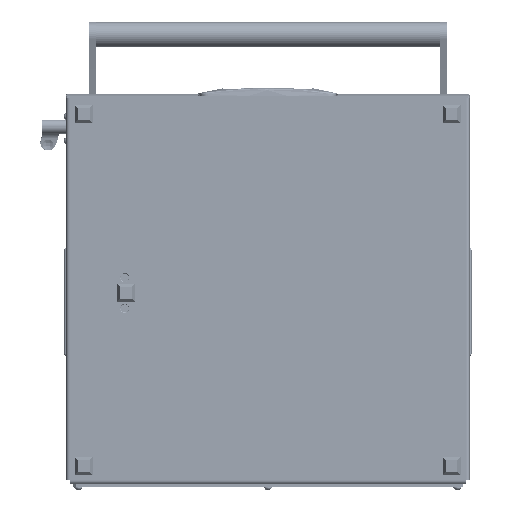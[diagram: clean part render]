
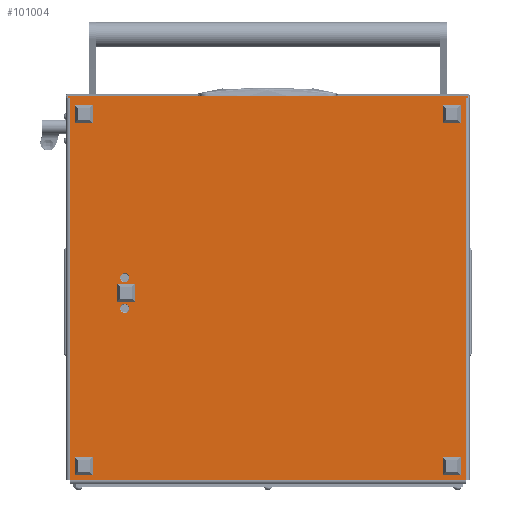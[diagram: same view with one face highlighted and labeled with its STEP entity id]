
A CAD part, front view. The second image highlights one B-rep face of the part: STEP entity #101004.
In plain terms, the highlighted face is planar.
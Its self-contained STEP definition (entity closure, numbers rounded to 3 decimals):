
#228 = CIRCLE ( 'NONE', #89701, 5.2 ) ;
#4278 = VERTEX_POINT ( 'NONE', #18041 ) ;
#5444 = CARTESIAN_POINT ( 'NONE',  ( 240., 389., 0. ) ) ;
#5817 = CARTESIAN_POINT ( 'NONE',  ( 0., 0., 0. ) ) ;
#8613 = VERTEX_POINT ( 'NONE', #22375 ) ;
#9675 = CARTESIAN_POINT ( 'NONE',  ( -2., -4., 0. ) ) ;
#10398 = DIRECTION ( 'NONE',  ( 0., -1., 0. ) ) ;
#10562 = CARTESIAN_POINT ( 'NONE',  ( 245.2, 389., 0. ) ) ;
#11036 = EDGE_CURVE ( 'NONE', #76068, #8613, #69302, .T. ) ;
#11273 = DIRECTION ( 'NONE',  ( 0., 1., 0. ) ) ;
#12875 = EDGE_LOOP ( 'NONE', ( #85178, #34696 ) ) ;
#12903 = EDGE_CURVE ( 'NONE', #4278, #8613, #66331, .T. ) ;
#14190 = EDGE_CURVE ( 'NONE', #16924, #69586, #113640, .T. ) ;
#15759 = EDGE_CURVE ( 'NONE', #73417, #24414, #228, .T. ) ;
#16924 = VERTEX_POINT ( 'NONE', #5817 ) ;
#17359 = CARTESIAN_POINT ( 'NONE',  ( 0., 452., 0. ) ) ;
#17550 = DIRECTION ( 'NONE',  ( -1., 0., 0. ) ) ;
#18041 = CARTESIAN_POINT ( 'NONE',  ( -2., 454., 0. ) ) ;
#20800 = LINE ( 'NONE', #52085, #29625 ) ;
#21622 = CARTESIAN_POINT ( 'NONE',  ( 240., 389., 0. ) ) ;
#22375 = CARTESIAN_POINT ( 'NONE',  ( 0., 454., 0. ) ) ;
#24343 = CARTESIAN_POINT ( 'NONE',  ( 0., 0., 0. ) ) ;
#24414 = VERTEX_POINT ( 'NONE', #58394 ) ;
#24415 = DIRECTION ( 'NONE',  ( 0., 1., 0. ) ) ;
#26348 = VERTEX_POINT ( 'NONE', #84830 ) ;
#27378 = PLANE ( 'NONE',  #35303 ) ;
#29625 = VECTOR ( 'NONE', #10398, 1000. ) ;
#31438 = EDGE_CURVE ( 'NONE', #26348, #38865, #67055, .T. ) ;
#32986 = ORIENTED_EDGE ( 'NONE', *, *, #15759, .F. ) ;
#34696 = ORIENTED_EDGE ( 'NONE', *, *, #42197, .F. ) ;
#35303 = AXIS2_PLACEMENT_3D ( 'NONE', #45657, #54799, #75611 ) ;
#35473 = DIRECTION ( 'NONE',  ( -1., 0., 0. ) ) ;
#36343 = CARTESIAN_POINT ( 'NONE',  ( 0., 454., 0. ) ) ;
#36944 = VECTOR ( 'NONE', #17550, 1000. ) ;
#38865 = VERTEX_POINT ( 'NONE', #95607 ) ;
#39054 = VECTOR ( 'NONE', #64129, 1000. ) ;
#39367 = ORIENTED_EDGE ( 'NONE', *, *, #11036, .F. ) ;
#39915 = DIRECTION ( 'NONE',  ( -1., 0., 0. ) ) ;
#40246 = VECTOR ( 'NONE', #11273, 1000. ) ;
#41218 = AXIS2_PLACEMENT_3D ( 'NONE', #69488, #109260, #71399 ) ;
#42197 = EDGE_CURVE ( 'NONE', #50860, #122611, #53472, .T. ) ;
#42312 = EDGE_CURVE ( 'NONE', #26348, #16924, #113713, .T. ) ;
#45063 = ORIENTED_EDGE ( 'NONE', *, *, #115819, .T. ) ;
#45362 = CIRCLE ( 'NONE', #41218, 5.2 ) ;
#45657 = CARTESIAN_POINT ( 'NONE',  ( 0., 452., 0. ) ) ;
#49433 = DIRECTION ( 'NONE',  ( 0., 1., 0. ) ) ;
#50066 = CARTESIAN_POINT ( 'NONE',  ( 436., 0., 0. ) ) ;
#50860 = VERTEX_POINT ( 'NONE', #78819 ) ;
#51680 = ORIENTED_EDGE ( 'NONE', *, *, #88353, .T. ) ;
#52085 = CARTESIAN_POINT ( 'NONE',  ( 436., 452., 0. ) ) ;
#53472 = CIRCLE ( 'NONE', #93003, 5.2 ) ;
#54799 = DIRECTION ( 'NONE',  ( 0., 0., -1. ) ) ;
#55170 = LINE ( 'NONE', #17359, #55906 ) ;
#55906 = VECTOR ( 'NONE', #115083, 1000. ) ;
#56109 = ORIENTED_EDGE ( 'NONE', *, *, #108048, .F. ) ;
#56723 = FACE_BOUND ( 'NONE', #91119, .T. ) ;
#57689 = CARTESIAN_POINT ( 'NONE',  ( 0., 452., 0. ) ) ;
#57853 = CARTESIAN_POINT ( 'NONE',  ( 199.8, 389., 0. ) ) ;
#58394 = CARTESIAN_POINT ( 'NONE',  ( 234.8, 389., 0. ) ) ;
#59573 = CARTESIAN_POINT ( 'NONE',  ( 436., 452., 0. ) ) ;
#64106 = DIRECTION ( 'NONE',  ( -1., 0., 0. ) ) ;
#64129 = DIRECTION ( 'NONE',  ( 1., 0., 0. ) ) ;
#64198 = CARTESIAN_POINT ( 'NONE',  ( 0., -4., 0. ) ) ;
#64884 = AXIS2_PLACEMENT_3D ( 'NONE', #5444, #94720, #64106 ) ;
#66331 = LINE ( 'NONE', #36343, #72132 ) ;
#67055 = LINE ( 'NONE', #106829, #36944 ) ;
#68023 = CARTESIAN_POINT ( 'NONE',  ( 0., -4., 0. ) ) ;
#69302 = LINE ( 'NONE', #68023, #40246 ) ;
#69488 = CARTESIAN_POINT ( 'NONE',  ( 205., 389., 0. ) ) ;
#69586 = VERTEX_POINT ( 'NONE', #50066 ) ;
#71399 = DIRECTION ( 'NONE',  ( -1., 0., 0. ) ) ;
#72132 = VECTOR ( 'NONE', #93304, 1000. ) ;
#72170 = LINE ( 'NONE', #9675, #93098 ) ;
#73417 = VERTEX_POINT ( 'NONE', #10562 ) ;
#75432 = ORIENTED_EDGE ( 'NONE', *, *, #42312, .F. ) ;
#75611 = DIRECTION ( 'NONE',  ( -1., 0., 0. ) ) ;
#76068 = VERTEX_POINT ( 'NONE', #57689 ) ;
#76263 = FACE_BOUND ( 'NONE', #12875, .T. ) ;
#76330 = VECTOR ( 'NONE', #24415, 1000. ) ;
#77596 = ORIENTED_EDGE ( 'NONE', *, *, #12903, .T. ) ;
#78819 = CARTESIAN_POINT ( 'NONE',  ( 210.2, 389., 0. ) ) ;
#84830 = CARTESIAN_POINT ( 'NONE',  ( 0., -2., 0. ) ) ;
#85036 = EDGE_CURVE ( 'NONE', #122611, #50860, #45362, .T. ) ;
#85178 = ORIENTED_EDGE ( 'NONE', *, *, #85036, .F. ) ;
#88353 = EDGE_CURVE ( 'NONE', #38865, #4278, #72170, .T. ) ;
#89701 = AXIS2_PLACEMENT_3D ( 'NONE', #21622, #90100, #39915 ) ;
#90100 = DIRECTION ( 'NONE',  ( 0., 0., -1. ) ) ;
#91119 = EDGE_LOOP ( 'NONE', ( #56109, #32986 ) ) ;
#91682 = ORIENTED_EDGE ( 'NONE', *, *, #31438, .T. ) ;
#91761 = ORIENTED_EDGE ( 'NONE', *, *, #14190, .F. ) ;
#93003 = AXIS2_PLACEMENT_3D ( 'NONE', #93539, #124126, #35473 ) ;
#93098 = VECTOR ( 'NONE', #49433, 1000. ) ;
#93304 = DIRECTION ( 'NONE',  ( 1., 0., 0. ) ) ;
#93539 = CARTESIAN_POINT ( 'NONE',  ( 205., 389., 0. ) ) ;
#94264 = VERTEX_POINT ( 'NONE', #59573 ) ;
#94720 = DIRECTION ( 'NONE',  ( 0., 0., -1. ) ) ;
#95607 = CARTESIAN_POINT ( 'NONE',  ( -2., -2., 0. ) ) ;
#95830 = ORIENTED_EDGE ( 'NONE', *, *, #102393, .F. ) ;
#101004 = ADVANCED_FACE ( 'NONE', ( #76263, #56723, #106257 ), #27378, .T. ) ;
#102393 = EDGE_CURVE ( 'NONE', #94264, #76068, #55170, .T. ) ;
#102430 = EDGE_LOOP ( 'NONE', ( #75432, #91682, #51680, #77596, #39367, #95830, #45063, #91761 ) ) ;
#104543 = CIRCLE ( 'NONE', #64884, 5.2 ) ;
#106257 = FACE_OUTER_BOUND ( 'NONE', #102430, .T. ) ;
#106829 = CARTESIAN_POINT ( 'NONE',  ( 0., -2., 0. ) ) ;
#108048 = EDGE_CURVE ( 'NONE', #24414, #73417, #104543, .T. ) ;
#109260 = DIRECTION ( 'NONE',  ( 0., 0., -1. ) ) ;
#113640 = LINE ( 'NONE', #24343, #39054 ) ;
#113713 = LINE ( 'NONE', #64198, #76330 ) ;
#115083 = DIRECTION ( 'NONE',  ( -1., 0., 0. ) ) ;
#115819 = EDGE_CURVE ( 'NONE', #94264, #69586, #20800, .T. ) ;
#122611 = VERTEX_POINT ( 'NONE', #57853 ) ;
#124126 = DIRECTION ( 'NONE',  ( 0., 0., -1. ) ) ;
